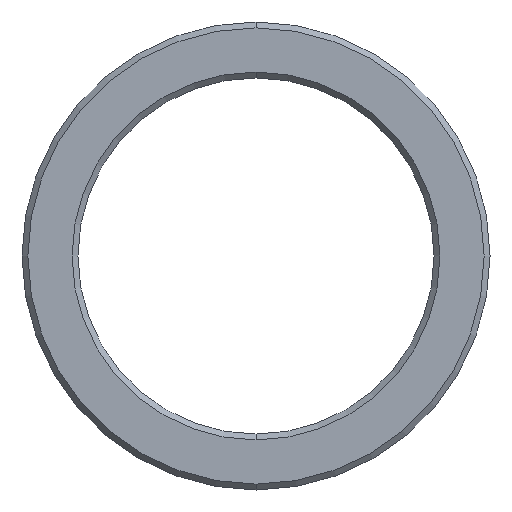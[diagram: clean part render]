
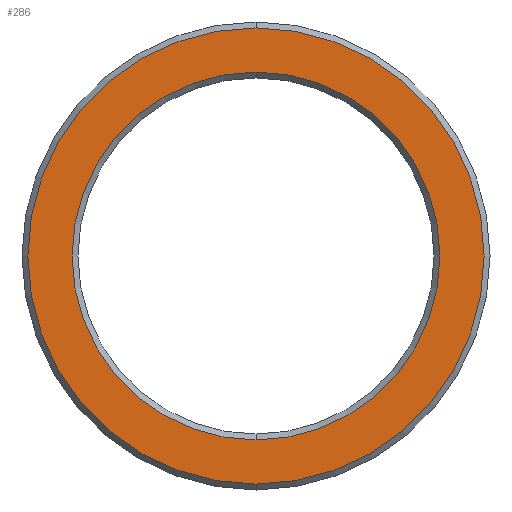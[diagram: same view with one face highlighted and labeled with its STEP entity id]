
A CAD part, front view. The second image highlights one B-rep face of the part: STEP entity #286.
In plain terms, the highlighted planar face has unit normal (0, -1, 0).
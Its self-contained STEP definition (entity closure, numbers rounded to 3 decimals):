
#1 = DIRECTION ( 'NONE',  ( 0., 0., 1. ) ) ;
#24 = EDGE_CURVE ( 'NONE', #364, #422, #218, .T. ) ;
#27 = PLANE ( 'NONE',  #409 ) ;
#32 = DIRECTION ( 'NONE',  ( 0., -1., 0. ) ) ;
#33 = DIRECTION ( 'NONE',  ( 0., 1., 0. ) ) ;
#34 = CIRCLE ( 'NONE', #328, 3.125 ) ;
#57 = EDGE_CURVE ( 'NONE', #387, #348, #34, .T. ) ;
#66 = FACE_OUTER_BOUND ( 'NONE', #355, .T. ) ;
#81 = AXIS2_PLACEMENT_3D ( 'NONE', #128, #32, #126 ) ;
#108 = DIRECTION ( 'NONE',  ( 0., 0., 1. ) ) ;
#114 = DIRECTION ( 'NONE',  ( 0., -1., 0. ) ) ;
#126 = DIRECTION ( 'NONE',  ( 0., 0., 1. ) ) ;
#128 = CARTESIAN_POINT ( 'NONE',  ( 0., -1., 0. ) ) ;
#129 = DIRECTION ( 'NONE',  ( 0., 1., 0. ) ) ;
#163 = ORIENTED_EDGE ( 'NONE', *, *, #361, .T. ) ;
#164 = ORIENTED_EDGE ( 'NONE', *, *, #279, .T. ) ;
#176 = CARTESIAN_POINT ( 'NONE',  ( 0., -1., 3.875 ) ) ;
#177 = AXIS2_PLACEMENT_3D ( 'NONE', #318, #33, #1 ) ;
#196 = CARTESIAN_POINT ( 'NONE',  ( 0., -1., -3.875 ) ) ;
#218 = CIRCLE ( 'NONE', #433, 3.875 ) ;
#267 = EDGE_LOOP ( 'NONE', ( #338, #163 ) ) ;
#277 = CARTESIAN_POINT ( 'NONE',  ( 0., -1., -3.125 ) ) ;
#279 = EDGE_CURVE ( 'NONE', #422, #364, #391, .T. ) ;
#286 = ADVANCED_FACE ( 'NONE', ( #66, #425 ), #27, .F. ) ;
#292 = CARTESIAN_POINT ( 'NONE',  ( 0., -1., 0. ) ) ;
#310 = DIRECTION ( 'NONE',  ( 0., 0., 1. ) ) ;
#318 = CARTESIAN_POINT ( 'NONE',  ( 0., -1., 0. ) ) ;
#325 = DIRECTION ( 'NONE',  ( 0., 1., 0. ) ) ;
#328 = AXIS2_PLACEMENT_3D ( 'NONE', #392, #325, #108 ) ;
#331 = DIRECTION ( 'NONE',  ( 0., 0., 1. ) ) ;
#338 = ORIENTED_EDGE ( 'NONE', *, *, #57, .T. ) ;
#341 = CARTESIAN_POINT ( 'NONE',  ( 0., -1., 3.125 ) ) ;
#348 = VERTEX_POINT ( 'NONE', #341 ) ;
#355 = EDGE_LOOP ( 'NONE', ( #164, #436 ) ) ;
#361 = EDGE_CURVE ( 'NONE', #348, #387, #430, .T. ) ;
#364 = VERTEX_POINT ( 'NONE', #196 ) ;
#387 = VERTEX_POINT ( 'NONE', #277 ) ;
#391 = CIRCLE ( 'NONE', #81, 3.875 ) ;
#392 = CARTESIAN_POINT ( 'NONE',  ( 0., -1., 0. ) ) ;
#409 = AXIS2_PLACEMENT_3D ( 'NONE', #445, #129, #310 ) ;
#422 = VERTEX_POINT ( 'NONE', #176 ) ;
#425 = FACE_BOUND ( 'NONE', #267, .T. ) ;
#430 = CIRCLE ( 'NONE', #177, 3.125 ) ;
#433 = AXIS2_PLACEMENT_3D ( 'NONE', #292, #114, #331 ) ;
#436 = ORIENTED_EDGE ( 'NONE', *, *, #24, .T. ) ;
#445 = CARTESIAN_POINT ( 'NONE',  ( 0., -1., 0. ) ) ;
